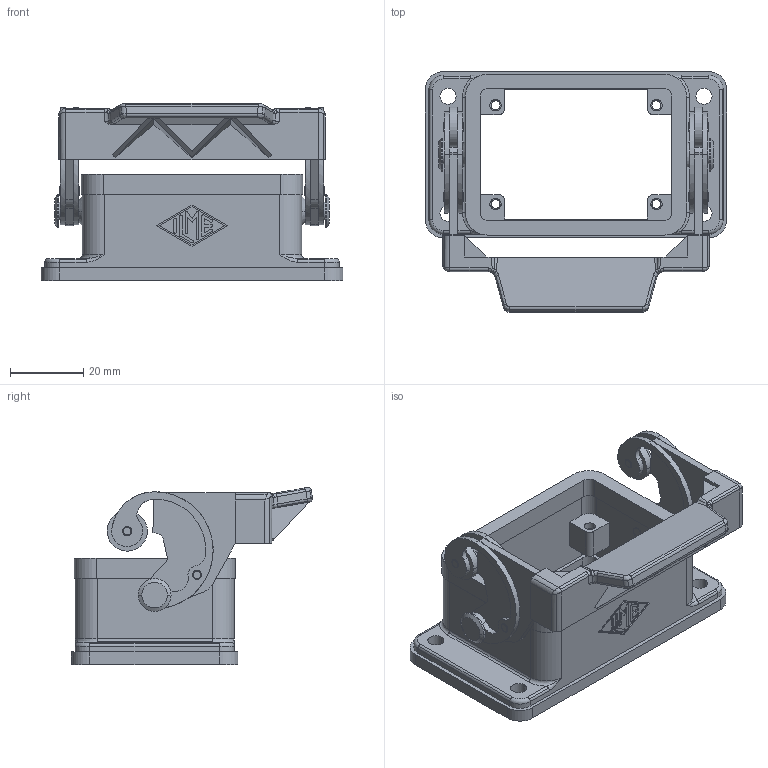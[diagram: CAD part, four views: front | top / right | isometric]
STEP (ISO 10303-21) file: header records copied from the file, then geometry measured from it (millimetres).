
FILE_DESCRIPTION(('Creo Elements/Direct Modeling STEP Export'),'2;1');
FILE_NAME('0ln7uvk45l7m6g82020','2016-11-10T15:24:52',(''),(''),'PTC Creo Elements/Direct Modeling STEP processor for AP214 (Solid Model)','PTC Creo Elements/Direct Modeling 19.0E 27-Jun-2016 (C) Parametric Technology GmbH','');
FILE_SCHEMA(('AUTOMOTIVE_DESIGN { 1 0 10303 214 1 1 1 1 }'));
Length unit declared in the file: millimetre
Products named in the file (1): CHI_06_L
Bounding box: 82.5 x 65.95 x 48.42 mm (x, y, z)
Volume: 37031.4 mm3; surface area: 25357.5 mm2
Topology: 1 solids, 3 shells, 472 faces, 1254 edges, 806 vertices
Faces by surface type: plane 212, cylinder 200, torus 26, bspline 22, cone 8, sphere 4
Entity records: 21398 total; most frequent: CARTESIAN_POINT 5577, DIRECTION 2646, ORIENTED_EDGE 2488, EDGE_CURVE 1244, AXIS2_PLACEMENT_3D 985, VERTEX_POINT 806, VECTOR 676, LINE 676
